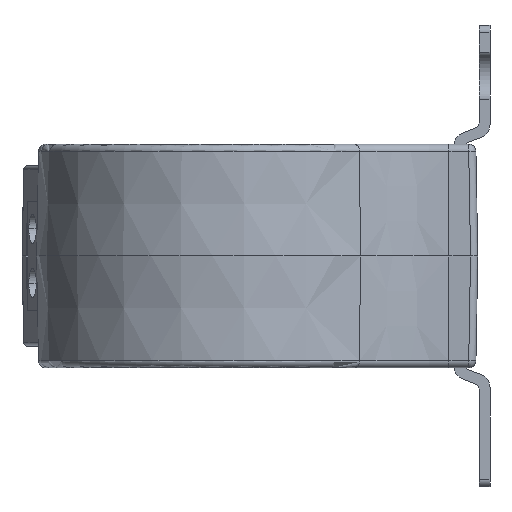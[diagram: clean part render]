
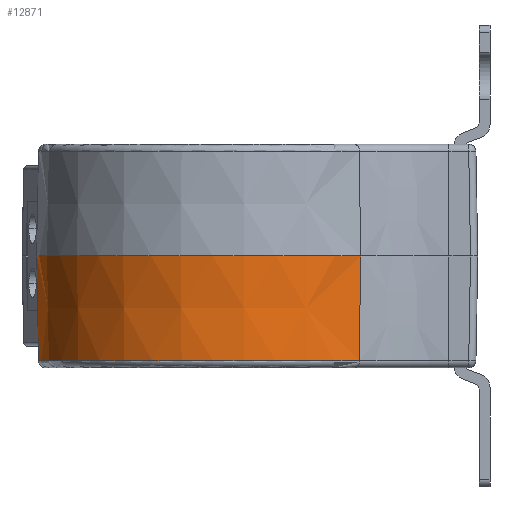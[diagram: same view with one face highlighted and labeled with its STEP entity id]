
A CAD part, left-side view. The second image highlights one B-rep face of the part: STEP entity #12871.
In plain terms, the highlighted conical face has half-angle 1 degrees and reference radius 27.032 mm.
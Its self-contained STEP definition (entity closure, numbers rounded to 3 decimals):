
#2227=CARTESIAN_POINT('',(0.,1.717,-14.517));
#2228=DIRECTION('',(0.,0.,-1.));
#2229=DIRECTION('',(-0.757,-0.653,0.));
#2230=AXIS2_PLACEMENT_3D('',#2227,#2228,#2229);
#2235=DIRECTION('',(0.,-0.017,-1.));
#2236=VECTOR('',#2235,14.52);
#2237=CARTESIAN_POINT('',(0.,28.875,0.));
#2238=LINE('',#2237,#2236);
#2257=CARTESIAN_POINT('',(0.,1.717,0.));
#2258=DIRECTION('',(0.,0.,-1.));
#2259=DIRECTION('',(-0.757,-0.653,0.));
#2260=AXIS2_PLACEMENT_3D('',#2257,#2258,#2259);
#7752=DIRECTION('',(0.013,0.011,-1.));
#7753=VECTOR('',#7752,14.52);
#7754=CARTESIAN_POINT('',(-20.557,-16.031,
0.));
#7755=LINE('',#7754,#7753);
#9864=CARTESIAN_POINT('',(0.,28.621,
-14.517));
#9866=VERTEX_POINT('',#9864);
#10050=CARTESIAN_POINT('',(-20.365,-15.865,
-14.517));
#10052=VERTEX_POINT('',#10050);
#10211=CARTESIAN_POINT('',(0.,28.875,0.));
#10213=VERTEX_POINT('',#10211);
#10222=CARTESIAN_POINT('',(-20.557,-16.031,
0.));
#10224=VERTEX_POINT('',#10222);
#12857=CARTESIAN_POINT('',(0.,1.717,-7.259));
#12858=DIRECTION('',(0.,0.,1.));
#12859=DIRECTION('',(-1.,0.,0.));
#12860=AXIS2_PLACEMENT_3D('',#12857,#12858,#12859);
#12861=CONICAL_SURFACE('',#12860,27.031,1.);
#12863=ORIENTED_EDGE('',*,*,#12862,.F.);
#12865=ORIENTED_EDGE('',*,*,#12864,.T.);
#12867=ORIENTED_EDGE('',*,*,#12866,.T.);
#12868=ORIENTED_EDGE('',*,*,#12835,.F.);
#12869=EDGE_LOOP('',(#12863,#12865,#12867,#12868));
#12870=FACE_OUTER_BOUND('',#12869,.F.);
#12871=ADVANCED_FACE('',(#12870),#12861,.T.);
#2231=CIRCLE('',#2230,26.905);
#2261=CIRCLE('',#2260,27.158);
#12835=EDGE_CURVE('',#10213,#9866,#2238,.T.);
#12862=EDGE_CURVE('',#10224,#10213,#2261,.T.);
#12864=EDGE_CURVE('',#10224,#10052,#7755,.T.);
#12866=EDGE_CURVE('',#10052,#9866,#2231,.T.);
